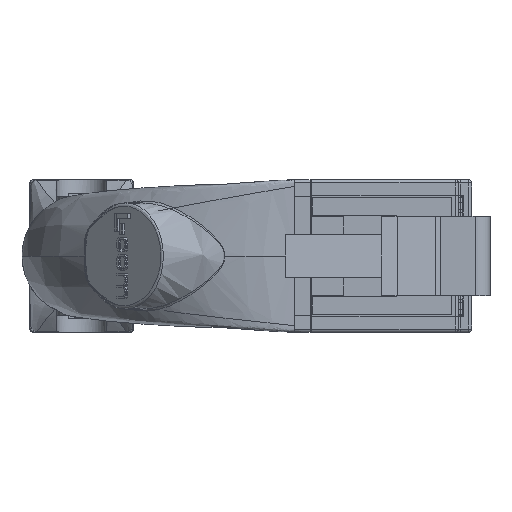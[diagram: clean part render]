
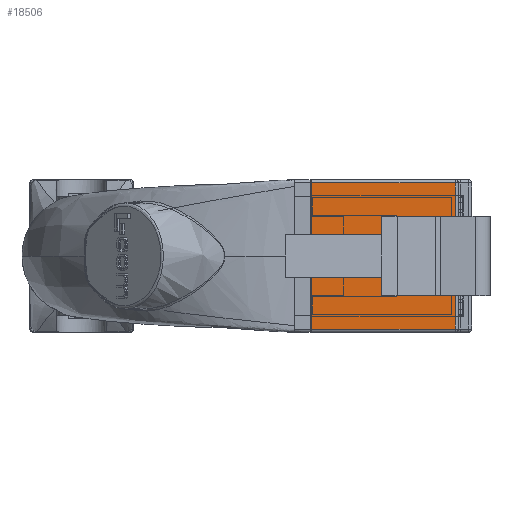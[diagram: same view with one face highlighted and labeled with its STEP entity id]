
A CAD part, left-side view. The second image highlights one B-rep face of the part: STEP entity #18506.
In plain terms, the highlighted face is planar.
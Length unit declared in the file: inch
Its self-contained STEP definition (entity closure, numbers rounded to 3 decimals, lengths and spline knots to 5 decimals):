
#281 = VERTEX_POINT ( 'NONE', #33077 ) ;
#779 = EDGE_LOOP ( 'NONE', ( #30173, #30174, #30175, #30176, #30177, #30178, #30179, #30180 ) ) ;
#824 = VERTEX_POINT ( 'NONE', #33107 ) ;
#5827 = EDGE_CURVE ( 'NONE', #281, #824, #8100, .T. ) ;
#5860 = EDGE_CURVE ( 'NONE', #32567, #32568, #8161, .T. ) ;
#5914 = EDGE_CURVE ( 'NONE', #32586, #32582, #8244, .T. ) ;
#5917 = EDGE_CURVE ( 'NONE', #824, #32585, #8255, .T. ) ;
#5918 = EDGE_CURVE ( 'NONE', #32585, #32586, #8257, .T. ) ;
#5919 = EDGE_CURVE ( 'NONE', #32568, #32582, #8259, .T. ) ;
#5920 = EDGE_CURVE ( 'NONE', #32567, #32589, #8261, .T. ) ;
#5921 = EDGE_CURVE ( 'NONE', #32589, #281, #8263, .T. ) ;
#8100 = LINE ( 'NONE', #10072, #8102 ) ;
#8102 = VECTOR ( 'NONE', #10061, 39.37008 ) ;
#8161 = LINE ( 'NONE', #10137, #8163 ) ;
#8163 = VECTOR ( 'NONE', #10131, 39.37008 ) ;
#8244 = LINE ( 'NONE', #10265, #8253 ) ;
#8253 = VECTOR ( 'NONE', #10274, 39.37008 ) ;
#8255 = LINE ( 'NONE', #10280, #8258 ) ;
#8257 = LINE ( 'NONE', #10282, #8260 ) ;
#8258 = VECTOR ( 'NONE', #10281, 39.37008 ) ;
#8259 = LINE ( 'NONE', #10284, #8262 ) ;
#8260 = VECTOR ( 'NONE', #10283, 39.37008 ) ;
#8261 = LINE ( 'NONE', #10286, #8264 ) ;
#8262 = VECTOR ( 'NONE', #10285, 39.37008 ) ;
#8263 = LINE ( 'NONE', #10288, #8266 ) ;
#8264 = VECTOR ( 'NONE', #10287, 39.37008 ) ;
#8266 = VECTOR ( 'NONE', #10289, 39.37008 ) ;
#10061 = DIRECTION ( 'NONE',  ( -1., 0., 0. ) ) ;
#10072 = CARTESIAN_POINT ( 'NONE',  ( -0.23, 0.13, -0.485 ) ) ;
#10131 = DIRECTION ( 'NONE',  ( 0., 0., -1. ) ) ;
#10137 = CARTESIAN_POINT ( 'NONE',  ( 0.12, 0.13, 0. ) ) ;
#10265 = CARTESIAN_POINT ( 'NONE',  ( -0.12, 0.13, 0. ) ) ;
#10274 = DIRECTION ( 'NONE',  ( 0., 0., -1. ) ) ;
#10280 = CARTESIAN_POINT ( 'NONE',  ( -0.22, 0.13, -0.485 ) ) ;
#10281 = DIRECTION ( 'NONE',  ( 0., 0., 1. ) ) ;
#10282 = CARTESIAN_POINT ( 'NONE',  ( -0.12, 0.13, -0.05 ) ) ;
#10283 = DIRECTION ( 'NONE',  ( 1., 0., 0. ) ) ;
#10284 = CARTESIAN_POINT ( 'NONE',  ( 0.12, 0.13, -0.11 ) ) ;
#10285 = DIRECTION ( 'NONE',  ( -1., 0., 0. ) ) ;
#10286 = CARTESIAN_POINT ( 'NONE',  ( -0.23, 0.13, -0.05 ) ) ;
#10287 = DIRECTION ( 'NONE',  ( 1., 0., 0. ) ) ;
#10288 = CARTESIAN_POINT ( 'NONE',  ( 0.22, 0.13, -0.485 ) ) ;
#10289 = DIRECTION ( 'NONE',  ( 0., 0., -1. ) ) ;
#14380 = FACE_OUTER_BOUND ( 'NONE', #779, .T. ) ;
#15385 = AXIS2_PLACEMENT_3D ( 'NONE', #16417, #16423, #16424 ) ;
#16417 = CARTESIAN_POINT ( 'NONE',  ( -0.23, 0.13, -0.485 ) ) ;
#16421 = PLANE ( 'NONE',  #15385 ) ;
#16423 = DIRECTION ( 'NONE',  ( 0., 1., 0. ) ) ;
#16424 = DIRECTION ( 'NONE',  ( -1., 0., 0. ) ) ;
#18506 = ADVANCED_FACE ( 'NONE', ( #14380 ), #16421, .T. ) ;
#21953 = CARTESIAN_POINT ( 'NONE',  ( 0.12, 0.13, -0.05 ) ) ;
#21954 = CARTESIAN_POINT ( 'NONE',  ( 0.12, 0.13, -0.11 ) ) ;
#21968 = CARTESIAN_POINT ( 'NONE',  ( -0.12, 0.13, -0.11 ) ) ;
#21971 = CARTESIAN_POINT ( 'NONE',  ( -0.22, 0.13, -0.05 ) ) ;
#21972 = CARTESIAN_POINT ( 'NONE',  ( -0.12, 0.13, -0.05 ) ) ;
#21975 = CARTESIAN_POINT ( 'NONE',  ( 0.22, 0.13, -0.05 ) ) ;
#30173 = ORIENTED_EDGE ( 'NONE', *, *, #5917, .T. ) ;
#30174 = ORIENTED_EDGE ( 'NONE', *, *, #5918, .T. ) ;
#30175 = ORIENTED_EDGE ( 'NONE', *, *, #5914, .T. ) ;
#30176 = ORIENTED_EDGE ( 'NONE', *, *, #5919, .F. ) ;
#30177 = ORIENTED_EDGE ( 'NONE', *, *, #5860, .F. ) ;
#30178 = ORIENTED_EDGE ( 'NONE', *, *, #5920, .T. ) ;
#30179 = ORIENTED_EDGE ( 'NONE', *, *, #5921, .T. ) ;
#30180 = ORIENTED_EDGE ( 'NONE', *, *, #5827, .T. ) ;
#32567 = VERTEX_POINT ( 'NONE', #21953 ) ;
#32568 = VERTEX_POINT ( 'NONE', #21954 ) ;
#32582 = VERTEX_POINT ( 'NONE', #21968 ) ;
#32585 = VERTEX_POINT ( 'NONE', #21971 ) ;
#32586 = VERTEX_POINT ( 'NONE', #21972 ) ;
#32589 = VERTEX_POINT ( 'NONE', #21975 ) ;
#33077 = CARTESIAN_POINT ( 'NONE',  ( 0.22, 0.13, -0.485 ) ) ;
#33107 = CARTESIAN_POINT ( 'NONE',  ( -0.22, 0.13, -0.485 ) ) ;
